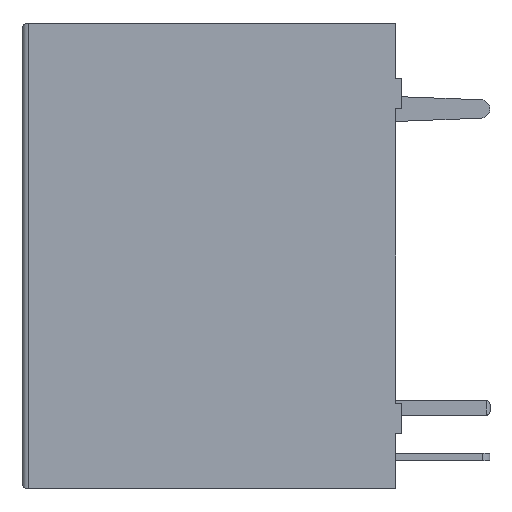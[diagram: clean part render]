
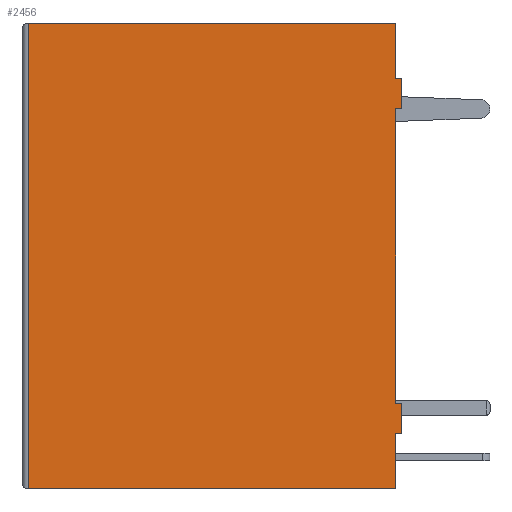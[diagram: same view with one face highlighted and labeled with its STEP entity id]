
A CAD part, left-side view. The second image highlights one B-rep face of the part: STEP entity #2456.
In plain terms, the highlighted face is planar.
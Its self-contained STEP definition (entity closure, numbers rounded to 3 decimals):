
#253=PLANE('',#2734);
#349=FACE_OUTER_BOUND('',#488,.T.);
#488=EDGE_LOOP('',(#1916,#1917,#1918,#1919,#1920,#1921,#1922,#1923,#1924,
#1925,#1926,#1927));
#683=LINE('',#3898,#914);
#687=LINE('',#3907,#918);
#690=LINE('',#3913,#921);
#691=LINE('',#3915,#922);
#692=LINE('',#3917,#923);
#693=LINE('',#3919,#924);
#694=LINE('',#3921,#925);
#695=LINE('',#3923,#926);
#696=LINE('',#3925,#927);
#697=LINE('',#3927,#928);
#698=LINE('',#3929,#929);
#699=LINE('',#3930,#930);
#914=VECTOR('',#3167,10.);
#918=VECTOR('',#3177,10.);
#921=VECTOR('',#3182,10.);
#922=VECTOR('',#3183,10.);
#923=VECTOR('',#3184,10.);
#924=VECTOR('',#3185,10.);
#925=VECTOR('',#3186,10.);
#926=VECTOR('',#3187,10.);
#927=VECTOR('',#3188,10.);
#928=VECTOR('',#3189,10.);
#929=VECTOR('',#3190,10.);
#930=VECTOR('',#3191,10.);
#1217=VERTEX_POINT('',#3891);
#1219=VERTEX_POINT('',#3897);
#1221=VERTEX_POINT('',#3906);
#1223=VERTEX_POINT('',#3912);
#1224=VERTEX_POINT('',#3914);
#1225=VERTEX_POINT('',#3916);
#1226=VERTEX_POINT('',#3918);
#1227=VERTEX_POINT('',#3920);
#1228=VERTEX_POINT('',#3922);
#1229=VERTEX_POINT('',#3924);
#1230=VERTEX_POINT('',#3926);
#1231=VERTEX_POINT('',#3928);
#1478=EDGE_CURVE('',#1219,#1217,#683,.T.);
#1483=EDGE_CURVE('',#1221,#1217,#687,.T.);
#1486=EDGE_CURVE('',#1223,#1219,#690,.T.);
#1487=EDGE_CURVE('',#1223,#1224,#691,.T.);
#1488=EDGE_CURVE('',#1224,#1225,#692,.T.);
#1489=EDGE_CURVE('',#1225,#1226,#693,.T.);
#1490=EDGE_CURVE('',#1226,#1227,#694,.T.);
#1491=EDGE_CURVE('',#1227,#1228,#695,.T.);
#1492=EDGE_CURVE('',#1228,#1229,#696,.T.);
#1493=EDGE_CURVE('',#1229,#1230,#697,.T.);
#1494=EDGE_CURVE('',#1230,#1231,#698,.T.);
#1495=EDGE_CURVE('',#1231,#1221,#699,.T.);
#1916=ORIENTED_EDGE('',*,*,#1478,.F.);
#1917=ORIENTED_EDGE('',*,*,#1486,.F.);
#1918=ORIENTED_EDGE('',*,*,#1487,.T.);
#1919=ORIENTED_EDGE('',*,*,#1488,.T.);
#1920=ORIENTED_EDGE('',*,*,#1489,.T.);
#1921=ORIENTED_EDGE('',*,*,#1490,.T.);
#1922=ORIENTED_EDGE('',*,*,#1491,.T.);
#1923=ORIENTED_EDGE('',*,*,#1492,.T.);
#1924=ORIENTED_EDGE('',*,*,#1493,.T.);
#1925=ORIENTED_EDGE('',*,*,#1494,.T.);
#1926=ORIENTED_EDGE('',*,*,#1495,.T.);
#1927=ORIENTED_EDGE('',*,*,#1483,.T.);
#2456=ADVANCED_FACE('',(#349),#253,.T.);
#2734=AXIS2_PLACEMENT_3D('',#3911,#3180,#3181);
#3167=DIRECTION('',(0.,0.,-1.));
#3177=DIRECTION('',(0.,1.,0.));
#3180=DIRECTION('center_axis',(1.,0.,0.));
#3181=DIRECTION('ref_axis',(0.,0.,-1.));
#3182=DIRECTION('',(0.,1.,0.));
#3183=DIRECTION('',(0.,0.,-1.));
#3184=DIRECTION('',(0.,-1.,0.));
#3185=DIRECTION('',(0.,0.,-1.));
#3186=DIRECTION('',(0.,1.,0.));
#3187=DIRECTION('',(0.,0.,-1.));
#3188=DIRECTION('',(0.,-1.,0.));
#3189=DIRECTION('',(0.,0.,-1.));
#3190=DIRECTION('',(0.,1.,0.));
#3191=DIRECTION('',(0.,0.,-1.));
#3891=CARTESIAN_POINT('',(7.7,15.25,-9.5));
#3897=CARTESIAN_POINT('',(7.7,15.25,9.5));
#3898=CARTESIAN_POINT('',(7.7,15.25,4.75));
#3906=CARTESIAN_POINT('',(7.7,0.25,-9.5));
#3907=CARTESIAN_POINT('',(7.7,0.,-9.5));
#3911=CARTESIAN_POINT('Origin',(7.7,0.,9.5));
#3912=CARTESIAN_POINT('',(7.7,0.25,9.5));
#3913=CARTESIAN_POINT('',(7.7,0.,9.5));
#3914=CARTESIAN_POINT('',(7.7,0.25,7.25));
#3915=CARTESIAN_POINT('',(7.7,0.25,9.5));
#3916=CARTESIAN_POINT('',(7.7,0.,7.25));
#3917=CARTESIAN_POINT('',(7.7,0.125,7.25));
#3918=CARTESIAN_POINT('',(7.7,0.,6.));
#3919=CARTESIAN_POINT('',(7.7,0.,9.5));
#3920=CARTESIAN_POINT('',(7.7,0.25,6.));
#3921=CARTESIAN_POINT('',(7.7,0.,6.));
#3922=CARTESIAN_POINT('',(7.7,0.25,-6.));
#3923=CARTESIAN_POINT('',(7.7,0.25,7.75));
#3924=CARTESIAN_POINT('',(7.7,0.,-6.));
#3925=CARTESIAN_POINT('',(7.7,0.125,-6.));
#3926=CARTESIAN_POINT('',(7.7,0.,-7.25));
#3927=CARTESIAN_POINT('',(7.7,0.,9.5));
#3928=CARTESIAN_POINT('',(7.7,0.25,-7.25));
#3929=CARTESIAN_POINT('',(7.7,0.,-7.25));
#3930=CARTESIAN_POINT('',(7.7,0.25,1.125));
